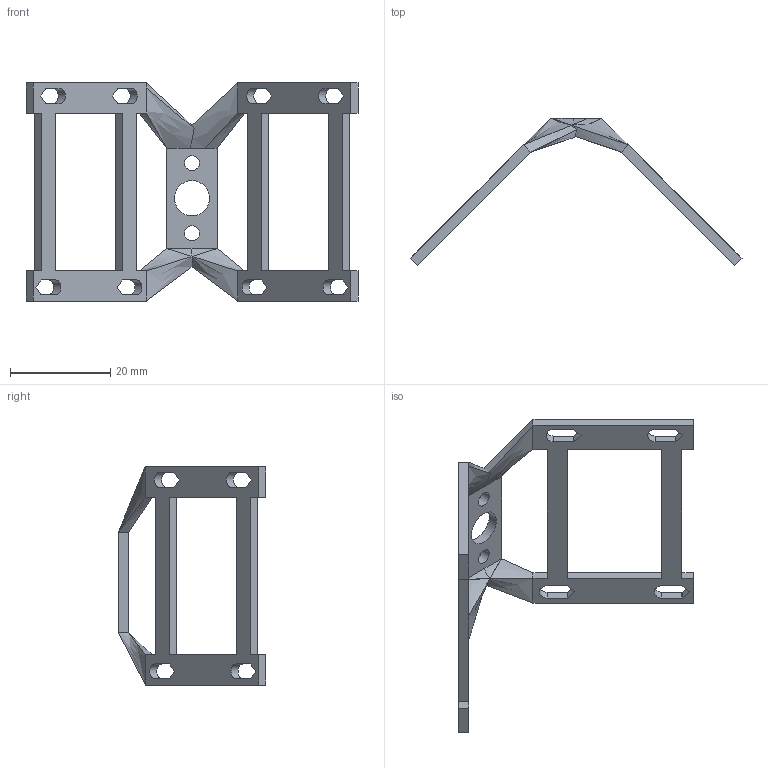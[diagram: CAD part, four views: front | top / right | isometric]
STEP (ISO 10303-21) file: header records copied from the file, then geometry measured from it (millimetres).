
FILE_DESCRIPTION(/* description */ (''),/* implementation_level */ '2;1');
FILE_NAME(/* name */ 'BracketA 2.0 V1 v2.step',/* time_stamp */ '2025-09-29T15:48:42-04:00',/* author */ (''),/* organization */ (''),/* preprocessor_version */ 'ST-DEVELOPER v20.1',/* originating_system */ 'Autodesk Translation Framework v14.17.0.0',/* authorisation */ '');
FILE_SCHEMA (('AUTOMOTIVE_DESIGN { 1 0 10303 214 3 1 1 }'));
Length unit declared in the file: millimetre
Products named in the file (1): BracketA 2.0 V1
Bounding box: 66.24 x 29.41 x 43.5 mm (x, y, z)
Volume: 3094.6 mm3; surface area: 4704.8 mm2
Topology: 1 solids, 1 shells, 108 faces, 288 edges, 178 vertices
Faces by surface type: plane 68, bspline 27, cylinder 13
Full cylindrical faces by diameter (mm): 3 x2, 7 x1
Entity records: 3748 total; most frequent: CARTESIAN_POINT 1086, ORIENTED_EDGE 576, DIRECTION 465, EDGE_CURVE 288, LINE 249, VECTOR 249, VERTEX_POINT 178, EDGE_LOOP 134
